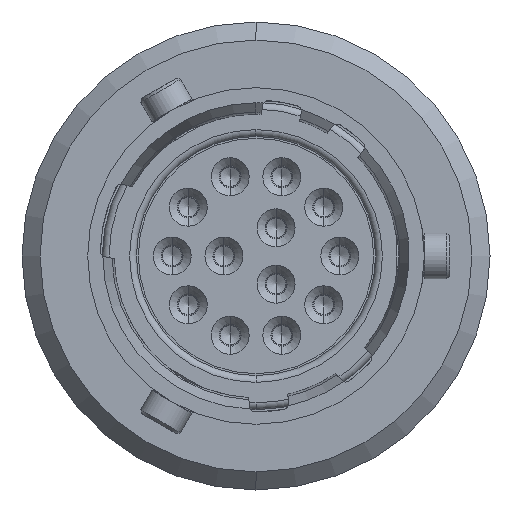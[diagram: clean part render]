
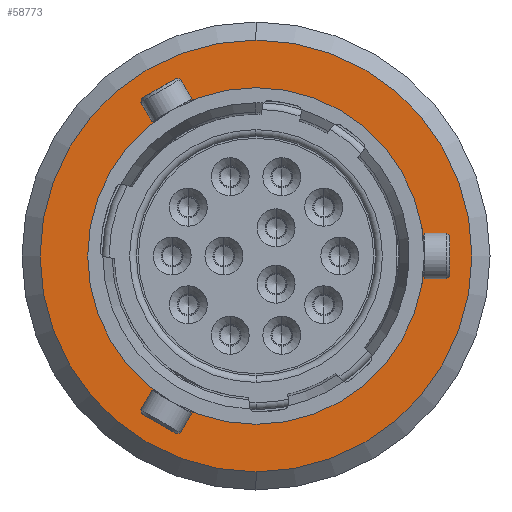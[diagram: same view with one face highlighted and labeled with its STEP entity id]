
A CAD part, left-side view. The second image highlights one B-rep face of the part: STEP entity #58773.
In plain terms, the highlighted planar face has unit normal (-1, 0, 0).
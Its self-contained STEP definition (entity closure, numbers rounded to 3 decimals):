
#1218 = EDGE_CURVE ( 'NONE', #41879, #59005, #45434, .T. ) ;
#3808 = EDGE_LOOP ( 'NONE', ( #65016, #32407 ) ) ;
#6414 = EDGE_CURVE ( 'NONE', #32785, #69217, #47321, .T. ) ;
#7765 = DIRECTION ( 'NONE',  ( 0., 0., 1. ) ) ;
#8063 = DIRECTION ( 'NONE',  ( 0., 0., 1. ) ) ;
#9452 = CIRCLE ( 'NONE', #50959, 7.445 ) ;
#9731 = ORIENTED_EDGE ( 'NONE', *, *, #1218, .T. ) ;
#14778 = CARTESIAN_POINT ( 'NONE',  ( 15.98, 0., 0. ) ) ;
#18382 = DIRECTION ( 'NONE',  ( -1., 0., 0. ) ) ;
#21796 = ORIENTED_EDGE ( 'NONE', *, *, #37373, .T. ) ;
#22437 = CARTESIAN_POINT ( 'NONE',  ( 15.98, 0., -9.55 ) ) ;
#26879 = CARTESIAN_POINT ( 'NONE',  ( 15.98, 0., 7.445 ) ) ;
#26976 = PLANE ( 'NONE',  #58844 ) ;
#28084 = FACE_OUTER_BOUND ( 'NONE', #54700, .T. ) ;
#30762 = DIRECTION ( 'NONE',  ( -1., 0., 0. ) ) ;
#32407 = ORIENTED_EDGE ( 'NONE', *, *, #6414, .F. ) ;
#32785 = VERTEX_POINT ( 'NONE', #62869 ) ;
#37373 = EDGE_CURVE ( 'NONE', #59005, #41879, #47710, .T. ) ;
#37905 = DIRECTION ( 'NONE',  ( 0., 0., -1. ) ) ;
#38956 = DIRECTION ( 'NONE',  ( -1., 0., 0. ) ) ;
#39196 = CARTESIAN_POINT ( 'NONE',  ( 15.98, 0., 0. ) ) ;
#41879 = VERTEX_POINT ( 'NONE', #22437 ) ;
#42733 = AXIS2_PLACEMENT_3D ( 'NONE', #39196, #38956, #56443 ) ;
#43739 = AXIS2_PLACEMENT_3D ( 'NONE', #53226, #30762, #7765 ) ;
#43902 = DIRECTION ( 'NONE',  ( 0., 0., -1. ) ) ;
#45434 = CIRCLE ( 'NONE', #42733, 9.55 ) ;
#46834 = FACE_BOUND ( 'NONE', #3808, .T. ) ;
#47321 = CIRCLE ( 'NONE', #43739, 7.445 ) ;
#47710 = CIRCLE ( 'NONE', #57860, 9.55 ) ;
#50959 = AXIS2_PLACEMENT_3D ( 'NONE', #52555, #18382, #8063 ) ;
#52555 = CARTESIAN_POINT ( 'NONE',  ( 15.98, 0., 0. ) ) ;
#53226 = CARTESIAN_POINT ( 'NONE',  ( 15.98, 0., 0. ) ) ;
#54700 = EDGE_LOOP ( 'NONE', ( #9731, #21796 ) ) ;
#54943 = DIRECTION ( 'NONE',  ( -1., 0., 0. ) ) ;
#56443 = DIRECTION ( 'NONE',  ( 0., 0., -1. ) ) ;
#57860 = AXIS2_PLACEMENT_3D ( 'NONE', #14778, #54943, #37905 ) ;
#58310 = CARTESIAN_POINT ( 'NONE',  ( 15.98, 0., 9.55 ) ) ;
#58773 = ADVANCED_FACE ( 'NONE', ( #28084, #46834 ), #26976, .F. ) ;
#58844 = AXIS2_PLACEMENT_3D ( 'NONE', #60668, #61651, #43902 ) ;
#59005 = VERTEX_POINT ( 'NONE', #58310 ) ;
#60668 = CARTESIAN_POINT ( 'NONE',  ( 15.98, 7.445, 0. ) ) ;
#61471 = EDGE_CURVE ( 'NONE', #69217, #32785, #9452, .T. ) ;
#61651 = DIRECTION ( 'NONE',  ( 1., 0., 0. ) ) ;
#62869 = CARTESIAN_POINT ( 'NONE',  ( 15.98, 0., -7.445 ) ) ;
#65016 = ORIENTED_EDGE ( 'NONE', *, *, #61471, .F. ) ;
#69217 = VERTEX_POINT ( 'NONE', #26879 ) ;
